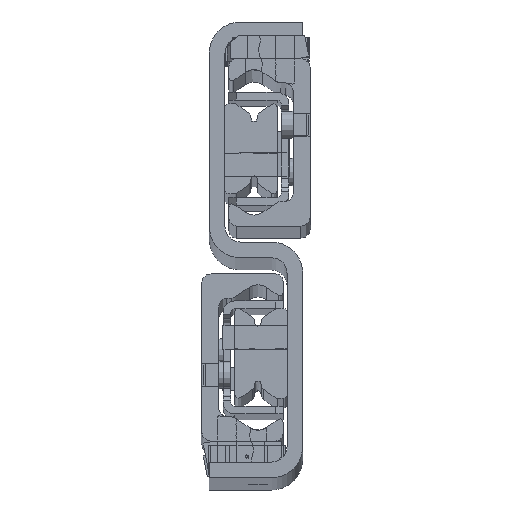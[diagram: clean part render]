
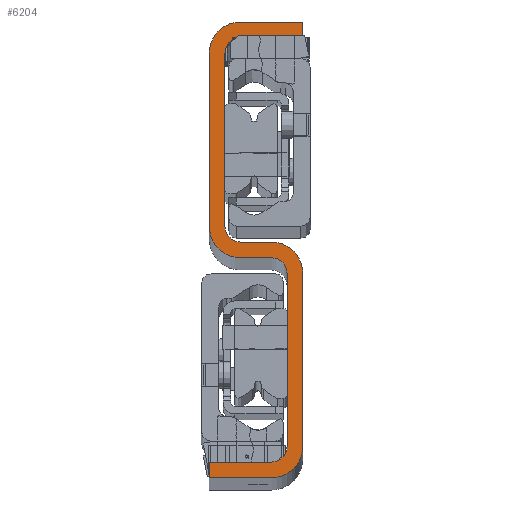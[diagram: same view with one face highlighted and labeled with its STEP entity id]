
A CAD part, top view. The second image highlights one B-rep face of the part: STEP entity #6204.
In plain terms, the highlighted planar face has unit normal (0, 0, 1).
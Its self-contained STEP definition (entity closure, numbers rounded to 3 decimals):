
#5134=CARTESIAN_POINT('',(24.,117.,1810.0));
#5135=VERTEX_POINT('',#5134);
#5136=CARTESIAN_POINT('',(24.,113.0,1810.0));
#5137=VERTEX_POINT('',#5136);
#5138=CARTESIAN_POINT('',(24.,117.,1810.0));
#5139=DIRECTION('',(0.0,-1.0,0.0));
#5140=VECTOR('',#5139,4.);
#5141=LINE('',#5138,#5140);
#5142=EDGE_CURVE('',#5135,#5137,#5141,.T.);
#5174=CARTESIAN_POINT('',(8.,113.0,1810.0));
#5175=VERTEX_POINT('',#5174);
#5176=CARTESIAN_POINT('',(24.,113.0,1810.0));
#5177=DIRECTION('',(-1.0,0.0,0.0));
#5178=VECTOR('',#5177,16.);
#5179=LINE('',#5176,#5178);
#5180=EDGE_CURVE('',#5137,#5175,#5179,.T.);
#5232=CARTESIAN_POINT('',(4.,109.,1810.0));
#5233=VERTEX_POINT('',#5232);
#5234=CARTESIAN_POINT('',(8.,109.,1810.0));
#5235=DIRECTION('',(0.0,0.0,1.0));
#5236=DIRECTION('',(0.0,-1.0,0.0));
#5237=AXIS2_PLACEMENT_3D('',#5234,#5235,#5236);
#5238=CIRCLE('',#5237,4.0);
#5239=EDGE_CURVE('',#5175,#5233,#5238,.T.);
#5265=CARTESIAN_POINT('',(4.,64.5,1810.0));
#5266=VERTEX_POINT('',#5265);
#5267=CARTESIAN_POINT('',(4.,109.,1810.0));
#5268=DIRECTION('',(0.0,-1.0,0.0));
#5269=VECTOR('',#5268,44.5);
#5270=LINE('',#5267,#5269);
#5271=EDGE_CURVE('',#5233,#5266,#5270,.T.);
#5365=CARTESIAN_POINT('',(8.,60.5,1810.0));
#5366=VERTEX_POINT('',#5365);
#5367=CARTESIAN_POINT('',(8.,64.5,1810.0));
#5368=DIRECTION('',(0.0,0.0,1.0));
#5369=DIRECTION('',(1.0,0.0,0.0));
#5370=AXIS2_PLACEMENT_3D('',#5367,#5368,#5369);
#5371=CIRCLE('',#5370,4.0);
#5372=EDGE_CURVE('',#5266,#5366,#5371,.T.);
#5398=CARTESIAN_POINT('',(16.,60.5,1810.0));
#5399=VERTEX_POINT('',#5398);
#5400=CARTESIAN_POINT('',(8.,60.5,1810.0));
#5401=DIRECTION('',(1.0,0.0,0.0));
#5402=VECTOR('',#5401,8.);
#5403=LINE('',#5400,#5402);
#5404=EDGE_CURVE('',#5366,#5399,#5403,.T.);
#5429=CARTESIAN_POINT('',(24.,52.5,1810.0));
#5430=VERTEX_POINT('',#5429);
#5431=CARTESIAN_POINT('',(16.,52.5,1810.0));
#5432=DIRECTION('',(0.0,0.0,-1.0));
#5433=DIRECTION('',(1.0,0.0,0.0));
#5434=AXIS2_PLACEMENT_3D('',#5431,#5432,#5433);
#5435=CIRCLE('',#5434,8.0);
#5436=EDGE_CURVE('',#5399,#5430,#5435,.T.);
#5462=CARTESIAN_POINT('',(24.,8.,1810.0));
#5463=VERTEX_POINT('',#5462);
#5464=CARTESIAN_POINT('',(24.,52.5,1810.0));
#5465=DIRECTION('',(0.0,-1.0,0.0));
#5466=VECTOR('',#5465,44.5);
#5467=LINE('',#5464,#5466);
#5468=EDGE_CURVE('',#5430,#5463,#5467,.T.);
#5562=CARTESIAN_POINT('',(16.0,0.,1810.0));
#5563=VERTEX_POINT('',#5562);
#5564=CARTESIAN_POINT('',(16.,8.,1810.0));
#5565=DIRECTION('',(0.0,0.0,-1.0));
#5566=DIRECTION('',(0.,-1.,0.0));
#5567=AXIS2_PLACEMENT_3D('',#5564,#5565,#5566);
#5568=CIRCLE('',#5567,8.0);
#5569=EDGE_CURVE('',#5463,#5563,#5568,.T.);
#5595=CARTESIAN_POINT('',(0.0,0.,1810.0));
#5596=VERTEX_POINT('',#5595);
#5597=CARTESIAN_POINT('',(16.0,0.,1810.0));
#5598=DIRECTION('',(-1.0,0.0,0.0));
#5599=VECTOR('',#5598,16.0);
#5600=LINE('',#5597,#5599);
#5601=EDGE_CURVE('',#5563,#5596,#5600,.T.);
#5653=CARTESIAN_POINT('',(0.0,4.0,1810.0));
#5654=VERTEX_POINT('',#5653);
#5655=CARTESIAN_POINT('',(0.0,0.,1810.0));
#5656=DIRECTION('',(0.0,1.0,0.0));
#5657=VECTOR('',#5656,4.);
#5658=LINE('',#5655,#5657);
#5659=EDGE_CURVE('',#5596,#5654,#5658,.T.);
#5684=CARTESIAN_POINT('',(16.,4.,1810.0));
#5685=VERTEX_POINT('',#5684);
#5686=CARTESIAN_POINT('',(0.0,4.0,1810.0));
#5687=DIRECTION('',(1.0,0.0,0.0));
#5688=VECTOR('',#5687,16.);
#5689=LINE('',#5686,#5688);
#5690=EDGE_CURVE('',#5654,#5685,#5689,.T.);
#5742=CARTESIAN_POINT('',(20.,8.,1810.0));
#5743=VERTEX_POINT('',#5742);
#5744=CARTESIAN_POINT('',(16.,8.,1810.0));
#5745=DIRECTION('',(0.0,0.0,1.0));
#5746=DIRECTION('',(0.0,1.0,0.0));
#5747=AXIS2_PLACEMENT_3D('',#5744,#5745,#5746);
#5748=CIRCLE('',#5747,4.0);
#5749=EDGE_CURVE('',#5685,#5743,#5748,.T.);
#5775=CARTESIAN_POINT('',(20.,52.5,1810.0));
#5776=VERTEX_POINT('',#5775);
#5777=CARTESIAN_POINT('',(20.,8.0,1810.0));
#5778=DIRECTION('',(0.0,1.0,0.0));
#5779=VECTOR('',#5778,44.5);
#5780=LINE('',#5777,#5779);
#5781=EDGE_CURVE('',#5743,#5776,#5780,.T.);
#5875=CARTESIAN_POINT('',(16.,56.5,1810.0));
#5876=VERTEX_POINT('',#5875);
#5877=CARTESIAN_POINT('',(16.,52.5,1810.0));
#5878=DIRECTION('',(0.0,0.0,1.0));
#5879=DIRECTION('',(-1.0,0.0,0.0));
#5880=AXIS2_PLACEMENT_3D('',#5877,#5878,#5879);
#5881=CIRCLE('',#5880,4.0);
#5882=EDGE_CURVE('',#5776,#5876,#5881,.T.);
#5908=CARTESIAN_POINT('',(8.0,56.5,1810.0));
#5909=VERTEX_POINT('',#5908);
#5910=CARTESIAN_POINT('',(16.,56.5,1810.0));
#5911=DIRECTION('',(-1.0,0.0,0.0));
#5912=VECTOR('',#5911,8.);
#5913=LINE('',#5910,#5912);
#5914=EDGE_CURVE('',#5876,#5909,#5913,.T.);
#5939=CARTESIAN_POINT('',(0.0,64.5,1810.0));
#5940=VERTEX_POINT('',#5939);
#5941=CARTESIAN_POINT('',(8.0,64.5,1810.0));
#5942=DIRECTION('',(0.0,0.0,-1.0));
#5943=DIRECTION('',(-1.0,0.0,0.0));
#5944=AXIS2_PLACEMENT_3D('',#5941,#5942,#5943);
#5945=CIRCLE('',#5944,8.0);
#5946=EDGE_CURVE('',#5909,#5940,#5945,.T.);
#5972=CARTESIAN_POINT('',(0.0,109.0,1810.0));
#5973=VERTEX_POINT('',#5972);
#5974=CARTESIAN_POINT('',(0.0,64.5,1810.0));
#5975=DIRECTION('',(0.0,1.0,0.0));
#5976=VECTOR('',#5975,44.5);
#5977=LINE('',#5974,#5976);
#5978=EDGE_CURVE('',#5940,#5973,#5977,.T.);
#6072=CARTESIAN_POINT('',(8.0,117.,1810.0));
#6073=VERTEX_POINT('',#6072);
#6074=CARTESIAN_POINT('',(8.0,109.0,1810.0));
#6075=DIRECTION('',(0.0,0.0,-1.0));
#6076=DIRECTION('',(0.0,1.0,0.0));
#6077=AXIS2_PLACEMENT_3D('',#6074,#6075,#6076);
#6078=CIRCLE('',#6077,8.0);
#6079=EDGE_CURVE('',#5973,#6073,#6078,.T.);
#6105=CARTESIAN_POINT('',(8.0,117.,1810.0));
#6106=DIRECTION('',(1.0,0.0,0.0));
#6107=VECTOR('',#6106,16.);
#6108=LINE('',#6105,#6107);
#6109=EDGE_CURVE('',#6073,#5135,#6108,.T.);
#6177=CARTESIAN_POINT('',(12.,58.5,1810.0));
#6178=DIRECTION('',(0.0,0.0,1.0));
#6179=DIRECTION('',(1.0,0.0,0.0));
#6180=AXIS2_PLACEMENT_3D('',#6177,#6178,#6179);
#6181=PLANE('',#6180);
#6182=ORIENTED_EDGE('',*,*,#5142,.F.);
#6183=ORIENTED_EDGE('',*,*,#6109,.F.);
#6184=ORIENTED_EDGE('',*,*,#6079,.F.);
#6185=ORIENTED_EDGE('',*,*,#5978,.F.);
#6186=ORIENTED_EDGE('',*,*,#5946,.F.);
#6187=ORIENTED_EDGE('',*,*,#5914,.F.);
#6188=ORIENTED_EDGE('',*,*,#5882,.F.);
#6189=ORIENTED_EDGE('',*,*,#5781,.F.);
#6190=ORIENTED_EDGE('',*,*,#5749,.F.);
#6191=ORIENTED_EDGE('',*,*,#5690,.F.);
#6192=ORIENTED_EDGE('',*,*,#5659,.F.);
#6193=ORIENTED_EDGE('',*,*,#5601,.F.);
#6194=ORIENTED_EDGE('',*,*,#5569,.F.);
#6195=ORIENTED_EDGE('',*,*,#5468,.F.);
#6196=ORIENTED_EDGE('',*,*,#5436,.F.);
#6197=ORIENTED_EDGE('',*,*,#5404,.F.);
#6198=ORIENTED_EDGE('',*,*,#5372,.F.);
#6199=ORIENTED_EDGE('',*,*,#5271,.F.);
#6200=ORIENTED_EDGE('',*,*,#5239,.F.);
#6201=ORIENTED_EDGE('',*,*,#5180,.F.);
#6202=EDGE_LOOP('',(#6182,#6183,#6184,#6185,#6186,#6187,#6188,#6189,#6190,#6191,#6192,#6193,#6194,#6195,#6196,#6197,#6198,#6199,#6200,#6201));
#6203=FACE_OUTER_BOUND('',#6202,.T.);
#6204=ADVANCED_FACE('',(#6203),#6181,.T.);
